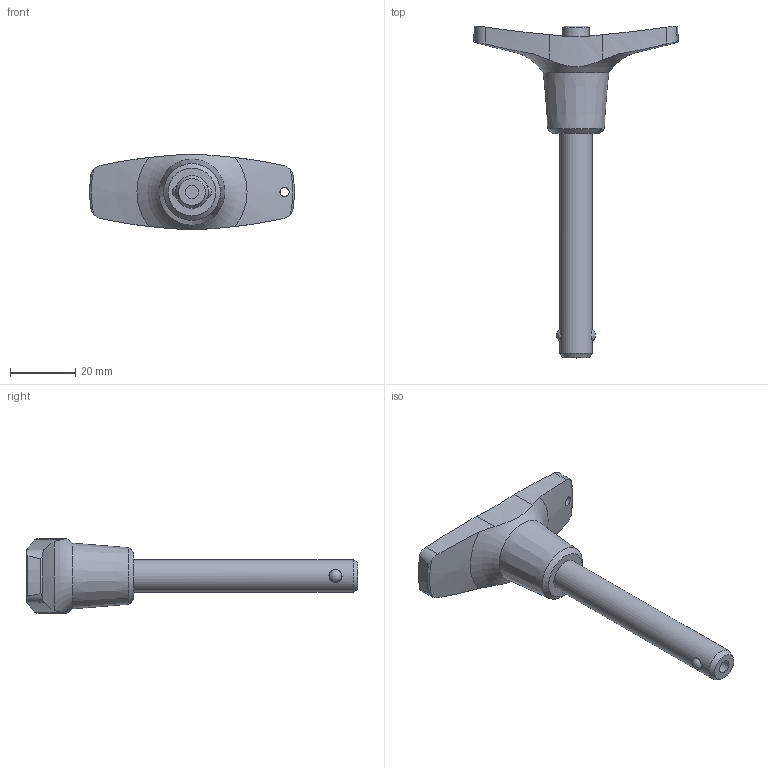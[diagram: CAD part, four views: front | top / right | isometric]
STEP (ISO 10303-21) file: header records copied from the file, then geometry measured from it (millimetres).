
FILE_DESCRIPTION( ( 'STEP AP214' ), '1' );
FILE_NAME( 'K0792.2063100600.stp', '2020-12-10T14:13:01', ( '' ), ( '' ), ' ', 'PARTsolutions', ' ' );
FILE_SCHEMA( ( 'AUTOMOTIVE_DESIGN { 1 0 10303 214 1 1 1 1 }' ) );
Length unit declared in the file: millimetre
Products named in the file (1): _K0792.2063100600
Bounding box: 62.81 x 101.9 x 23 mm (x, y, z)
Volume: 19623.4 mm3; surface area: 9445 mm2
Topology: 1 solids, 1 shells, 50 faces, 123 edges, 79 vertices
Faces by surface type: cylinder 21, cone 13, plane 8, torus 6, sphere 2
Full cylindrical faces by diameter (mm): 1.96 x1, 2.8 x1, 3.98 x2, 4 x4, 8 x1, 8.02 x1, 10 x1
Entity records: 2336 total; most frequent: CARTESIAN_POINT 925, DIRECTION 186, ORIENTED_EDGE 184, EDGE_CURVE 92, AXIS2_PLACEMENT_3D 89, EDGE_LOOP 82, VERTEX_POINT 72, FACE_OUTER_BOUND 63
